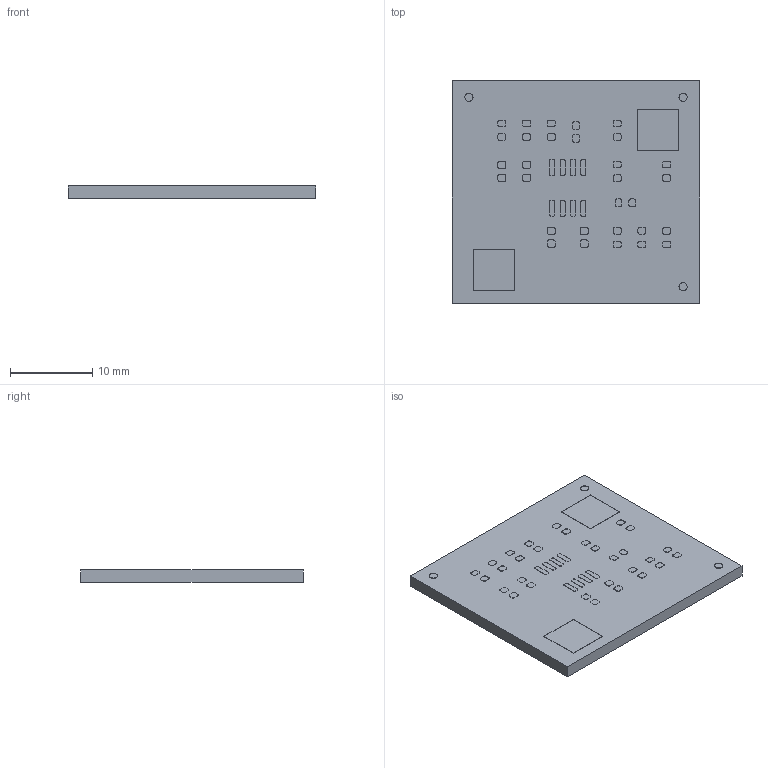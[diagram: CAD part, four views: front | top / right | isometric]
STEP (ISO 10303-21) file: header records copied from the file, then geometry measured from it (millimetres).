
FILE_DESCRIPTION(('KiCad electronic assembly'),'2;1');
FILE_NAME('mihai555.step','2025-05-08T08:18:20',('Pcbnew'),('Kicad'), 'Open CASCADE STEP processor 7.9','KiCad to STEP converter','Unknown' );
FILE_SCHEMA(('AUTOMOTIVE_DESIGN { 1 0 10303 214 1 1 1 1 }'));
Length unit declared in the file: millimetre
Products named in the file (3): mihai555 1; mihai555_pad; mihai555_PCB
Assembly tree (2 placements, depth 2):
  mihai555 1
    mihai555_pad
    mihai555_PCB
Bounding box: 30 x 27 x 1.55 mm (x, y, z)
Volume: 1226.5 mm3; surface area: 1967.7 mm2
Topology: 44 solids, 44 shells, 407 faces, 957 edges, 638 vertices
Faces by surface type: plane 252, cylinder 155
Full cylindrical faces by diameter (mm): 1 x3
Entity records: 11993 total; most frequent: DIRECTION 2087, CARTESIAN_POINT 2005, ORIENTED_EDGE 1914, EDGE_CURVE 957, AXIS2_PLACEMENT_3D 720, LINE 647, VECTOR 647, VERTEX_POINT 638
